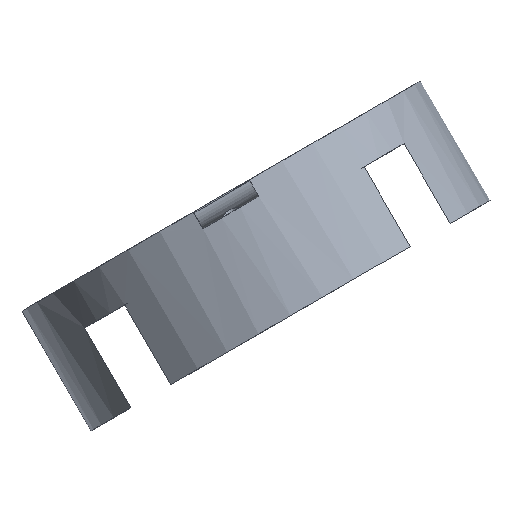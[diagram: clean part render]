
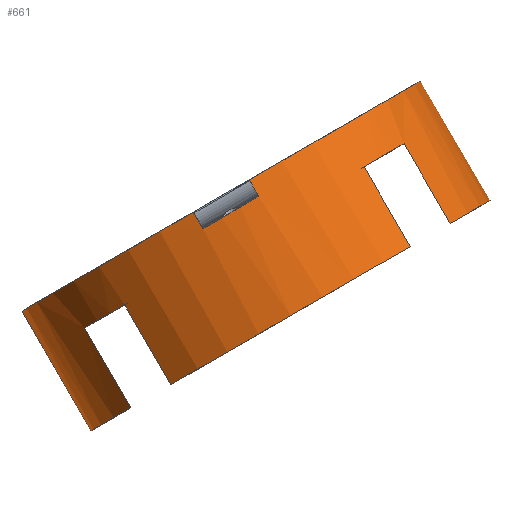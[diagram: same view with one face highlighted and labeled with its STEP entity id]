
A CAD part, front view. The second image highlights one B-rep face of the part: STEP entity #661.
In plain terms, the highlighted cylindrical face has radius 25 mm (diameter 50 mm), a full revolution.
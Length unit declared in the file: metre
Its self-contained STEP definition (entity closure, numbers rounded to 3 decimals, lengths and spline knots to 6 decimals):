
#17=CYLINDRICAL_SURFACE('',#734,0.025);
#22=CIRCLE('',#685,0.025);
#23=CIRCLE('',#688,0.025);
#25=CIRCLE('',#692,0.025);
#27=CIRCLE('',#696,0.025);
#29=CIRCLE('',#700,0.025);
#32=CIRCLE('',#705,0.025);
#33=CIRCLE('',#708,0.025);
#34=CIRCLE('',#709,0.025);
#36=CIRCLE('',#713,0.025);
#38=CIRCLE('',#717,0.025);
#48=CIRCLE('',#735,0.025);
#49=CIRCLE('',#736,0.025);
#50=CIRCLE('',#737,0.025);
#51=CIRCLE('',#738,0.025);
#167=ORIENTED_EDGE('',*,*,#301,.F.);
#168=ORIENTED_EDGE('',*,*,#333,.T.);
#169=ORIENTED_EDGE('',*,*,#258,.T.);
#170=ORIENTED_EDGE('',*,*,#263,.T.);
#171=ORIENTED_EDGE('',*,*,#264,.F.);
#172=ORIENTED_EDGE('',*,*,#269,.T.);
#173=ORIENTED_EDGE('',*,*,#270,.T.);
#174=ORIENTED_EDGE('',*,*,#275,.T.);
#175=ORIENTED_EDGE('',*,*,#276,.F.);
#176=ORIENTED_EDGE('',*,*,#279,.F.);
#177=ORIENTED_EDGE('',*,*,#284,.T.);
#178=ORIENTED_EDGE('',*,*,#285,.F.);
#179=ORIENTED_EDGE('',*,*,#289,.F.);
#180=ORIENTED_EDGE('',*,*,#255,.F.);
#181=ORIENTED_EDGE('',*,*,#254,.T.);
#182=ORIENTED_EDGE('',*,*,#252,.T.);
#183=ORIENTED_EDGE('',*,*,#288,.F.);
#184=ORIENTED_EDGE('',*,*,#292,.F.);
#185=ORIENTED_EDGE('',*,*,#296,.T.);
#186=ORIENTED_EDGE('',*,*,#298,.F.);
#187=ORIENTED_EDGE('',*,*,#334,.F.);
#188=ORIENTED_EDGE('',*,*,#332,.F.);
#189=ORIENTED_EDGE('',*,*,#335,.F.);
#190=ORIENTED_EDGE('',*,*,#327,.T.);
#191=ORIENTED_EDGE('',*,*,#336,.F.);
#192=ORIENTED_EDGE('',*,*,#322,.T.);
#193=ORIENTED_EDGE('',*,*,#337,.T.);
#194=ORIENTED_EDGE('',*,*,#320,.F.);
#252=EDGE_CURVE('',#345,#348,#413,.F.);
#254=EDGE_CURVE('',#349,#345,#22,.T.);
#255=EDGE_CURVE('',#349,#350,#415,.F.);
#258=EDGE_CURVE('',#353,#351,#23,.T.);
#263=EDGE_CURVE('',#351,#356,#421,.F.);
#264=EDGE_CURVE('',#357,#356,#25,.T.);
#269=EDGE_CURVE('',#357,#360,#425,.T.);
#270=EDGE_CURVE('',#360,#361,#27,.T.);
#275=EDGE_CURVE('',#361,#364,#429,.F.);
#276=EDGE_CURVE('',#365,#364,#29,.T.);
#279=EDGE_CURVE('',#367,#365,#431,.F.);
#284=EDGE_CURVE('',#367,#370,#32,.T.);
#285=EDGE_CURVE('',#371,#370,#435,.T.);
#288=EDGE_CURVE('',#373,#348,#33,.T.);
#289=EDGE_CURVE('',#350,#371,#34,.T.);
#292=EDGE_CURVE('',#375,#373,#439,.F.);
#296=EDGE_CURVE('',#375,#378,#36,.T.);
#298=EDGE_CURVE('',#379,#378,#443,.T.);
#301=EDGE_CURVE('',#381,#379,#38,.T.);
#320=EDGE_CURVE('',#397,#398,#455,.T.);
#322=EDGE_CURVE('',#399,#400,#457,.T.);
#327=EDGE_CURVE('',#403,#402,#461,.F.);
#332=EDGE_CURVE('',#406,#405,#465,.F.);
#333=EDGE_CURVE('',#381,#353,#466,.T.);
#334=EDGE_CURVE('',#405,#397,#48,.T.);
#335=EDGE_CURVE('',#403,#406,#49,.T.);
#336=EDGE_CURVE('',#399,#402,#50,.T.);
#337=EDGE_CURVE('',#400,#398,#51,.T.);
#345=VERTEX_POINT('',#954);
#348=VERTEX_POINT('',#959);
#349=VERTEX_POINT('',#963);
#350=VERTEX_POINT('',#967);
#351=VERTEX_POINT('',#971);
#353=VERTEX_POINT('',#974);
#356=VERTEX_POINT('',#982);
#357=VERTEX_POINT('',#986);
#360=VERTEX_POINT('',#994);
#361=VERTEX_POINT('',#998);
#364=VERTEX_POINT('',#1006);
#365=VERTEX_POINT('',#1010);
#367=VERTEX_POINT('',#1016);
#370=VERTEX_POINT('',#1024);
#371=VERTEX_POINT('',#1028);
#373=VERTEX_POINT('',#1034);
#375=VERTEX_POINT('',#1041);
#378=VERTEX_POINT('',#1048);
#379=VERTEX_POINT('',#1053);
#381=VERTEX_POINT('',#1059);
#397=VERTEX_POINT('',#1109);
#398=VERTEX_POINT('',#1111);
#399=VERTEX_POINT('',#1115);
#400=VERTEX_POINT('',#1116);
#402=VERTEX_POINT('',#1123);
#403=VERTEX_POINT('',#1125);
#405=VERTEX_POINT('',#1130);
#406=VERTEX_POINT('',#1133);
#413=LINE('',#960,#472);
#415=LINE('',#966,#474);
#421=LINE('',#983,#480);
#425=LINE('',#995,#484);
#429=LINE('',#1007,#488);
#431=LINE('',#1015,#490);
#435=LINE('',#1027,#494);
#439=LINE('',#1040,#498);
#443=LINE('',#1052,#502);
#455=LINE('',#1110,#514);
#457=LINE('',#1114,#516);
#461=LINE('',#1124,#520);
#465=LINE('',#1134,#524);
#466=LINE('',#1136,#525);
#472=VECTOR('',#759,1.);
#474=VECTOR('',#767,1.);
#480=VECTOR('',#781,1.);
#484=VECTOR('',#793,1.);
#488=VECTOR('',#805,1.);
#490=VECTOR('',#815,1.);
#494=VECTOR('',#827,1.);
#498=VECTOR('',#841,1.);
#502=VECTOR('',#853,1.);
#514=VECTOR('',#891,1.);
#516=VECTOR('',#895,1.);
#520=VECTOR('',#903,1.);
#524=VECTOR('',#911,1.);
#525=VECTOR('',#914,1.);
#553=EDGE_LOOP('',(#167,#168,#169,#170,#171,#172,#173,#174,#175,#176,#177,
#178,#179,#180,#181,#182,#183,#184,#185,#186));
#554=EDGE_LOOP('',(#187,#188,#189,#190,#191,#192,#193,#194));
#594=FACE_BOUND('',#553,.T.);
#595=FACE_BOUND('',#554,.T.);
#661=ADVANCED_FACE('',(#594,#595),#17,.T.);
#685=AXIS2_PLACEMENT_3D('',#964,#763,#764);
#688=AXIS2_PLACEMENT_3D('',#973,#772,#773);
#692=AXIS2_PLACEMENT_3D('',#985,#784,#785);
#696=AXIS2_PLACEMENT_3D('',#997,#796,#797);
#700=AXIS2_PLACEMENT_3D('',#1009,#808,#809);
#705=AXIS2_PLACEMENT_3D('',#1025,#823,#824);
#708=AXIS2_PLACEMENT_3D('',#1033,#832,#833);
#709=AXIS2_PLACEMENT_3D('',#1035,#834,#835);
#713=AXIS2_PLACEMENT_3D('',#1049,#847,#848);
#717=AXIS2_PLACEMENT_3D('',#1058,#858,#859);
#734=AXIS2_PLACEMENT_3D('',#1135,#912,#913);
#735=AXIS2_PLACEMENT_3D('',#1137,#915,#916);
#736=AXIS2_PLACEMENT_3D('',#1138,#917,#918);
#737=AXIS2_PLACEMENT_3D('',#1139,#919,#920);
#738=AXIS2_PLACEMENT_3D('',#1140,#921,#922);
#759=DIRECTION('',(0.5,0.,-0.866));
#763=DIRECTION('',(-0.5,0.,0.866));
#764=DIRECTION('',(0.866,0.,0.5));
#767=DIRECTION('',(0.5,0.,-0.866));
#772=DIRECTION('',(-0.5,0.,0.866));
#773=DIRECTION('',(0.866,0.,0.5));
#781=DIRECTION('',(0.5,0.,-0.866));
#784=DIRECTION('',(0.5,0.,-0.866));
#785=DIRECTION('',(-0.866,0.,-0.5));
#793=DIRECTION('',(0.5,0.,-0.866));
#796=DIRECTION('',(-0.5,0.,0.866));
#797=DIRECTION('',(0.866,0.,0.5));
#805=DIRECTION('',(0.5,0.,-0.866));
#808=DIRECTION('',(0.5,0.,-0.866));
#809=DIRECTION('',(-0.866,0.,-0.5));
#815=DIRECTION('',(0.5,0.,-0.866));
#823=DIRECTION('',(-0.5,0.,0.866));
#824=DIRECTION('',(0.866,0.,0.5));
#827=DIRECTION('',(0.5,0.,-0.866));
#832=DIRECTION('',(0.5,0.,-0.866));
#833=DIRECTION('',(-0.866,0.,-0.5));
#834=DIRECTION('',(0.5,0.,-0.866));
#835=DIRECTION('',(-0.866,0.,-0.5));
#841=DIRECTION('',(0.5,0.,-0.866));
#847=DIRECTION('',(-0.5,0.,0.866));
#848=DIRECTION('',(0.866,0.,0.5));
#853=DIRECTION('',(0.5,0.,-0.866));
#858=DIRECTION('',(0.5,0.,-0.866));
#859=DIRECTION('',(-0.866,0.,-0.5));
#891=DIRECTION('',(0.5,0.,-0.866));
#895=DIRECTION('',(0.5,0.,-0.866));
#903=DIRECTION('',(0.5,0.,-0.866));
#911=DIRECTION('',(0.5,0.,-0.866));
#912=DIRECTION('',(0.5,0.,-0.866));
#913=DIRECTION('',(-0.866,0.,-0.5));
#914=DIRECTION('',(0.5,0.,-0.866));
#915=DIRECTION('',(-0.5,0.,0.866));
#916=DIRECTION('',(0.866,0.,0.5));
#917=DIRECTION('',(-0.5,0.,0.866));
#918=DIRECTION('',(0.866,0.,0.5));
#919=DIRECTION('',(-0.5,0.,0.866));
#920=DIRECTION('',(0.866,0.,0.5));
#921=DIRECTION('',(0.5,0.,-0.866));
#922=DIRECTION('',(-0.866,0.,-0.5));
#954=CARTESIAN_POINT('',(0.097462,0.021888,0.0147));
#959=CARTESIAN_POINT('',(0.092462,0.021888,0.02336));
#960=CARTESIAN_POINT('',(0.039962,0.021888,0.114293));
#963=CARTESIAN_POINT('',(0.09999,0.02,0.01616));
#964=CARTESIAN_POINT('',(0.087,0.,0.00866));
#966=CARTESIAN_POINT('',(0.04249,0.02,0.115753));
#967=CARTESIAN_POINT('',(0.09499,0.02,0.024821));
#971=CARTESIAN_POINT('',(0.069679,-0.015,-0.00134));
#973=CARTESIAN_POINT('',(0.087,0.,0.00866));
#974=CARTESIAN_POINT('',(0.069679,0.015,-0.00134));
#982=CARTESIAN_POINT('',(0.064679,-0.015,0.007321));
#983=CARTESIAN_POINT('',(0.012179,-0.015,0.098253));
#985=CARTESIAN_POINT('',(0.082,0.,0.017321));
#986=CARTESIAN_POINT('',(0.06901,-0.02,0.009821));
#994=CARTESIAN_POINT('',(0.07401,-0.02,0.00116));
#995=CARTESIAN_POINT('',(0.01651,-0.02,0.100753));
#997=CARTESIAN_POINT('',(0.087,0.,0.00866));
#998=CARTESIAN_POINT('',(0.09999,-0.02,0.01616));
#1006=CARTESIAN_POINT('',(0.09499,-0.02,0.024821));
#1007=CARTESIAN_POINT('',(0.04249,-0.02,0.115753));
#1009=CARTESIAN_POINT('',(0.082,0.,0.017321));
#1010=CARTESIAN_POINT('',(0.099321,-0.015,0.027321));
#1015=CARTESIAN_POINT('',(0.046821,-0.015,0.118253));
#1016=CARTESIAN_POINT('',(0.104321,-0.015,0.01866));
#1024=CARTESIAN_POINT('',(0.104321,0.015,0.01866));
#1025=CARTESIAN_POINT('',(0.087,0.,0.00866));
#1027=CARTESIAN_POINT('',(0.046821,0.015,0.118253));
#1028=CARTESIAN_POINT('',(0.099321,0.015,0.027321));
#1033=CARTESIAN_POINT('',(0.082,0.,0.017321));
#1034=CARTESIAN_POINT('',(0.083801,0.024913,0.01836));
#1035=CARTESIAN_POINT('',(0.082,0.,0.017321));
#1040=CARTESIAN_POINT('',(0.031301,0.024913,0.109293));
#1041=CARTESIAN_POINT('',(0.088801,0.024913,0.0097));
#1048=CARTESIAN_POINT('',(0.07401,0.02,0.00116));
#1049=CARTESIAN_POINT('',(0.087,0.,0.00866));
#1052=CARTESIAN_POINT('',(0.01651,0.02,0.100753));
#1053=CARTESIAN_POINT('',(0.06901,0.02,0.009821));
#1058=CARTESIAN_POINT('',(0.082,0.,0.017321));
#1059=CARTESIAN_POINT('',(0.064679,0.015,0.007321));
#1109=CARTESIAN_POINT('',(0.076469,-0.024754,0.019901));
#1110=CARTESIAN_POINT('',(0.026469,-0.024754,0.106503));
#1111=CARTESIAN_POINT('',(0.077507,-0.024754,0.018103));
#1114=CARTESIAN_POINT('',(0.032531,-0.024754,0.110003));
#1115=CARTESIAN_POINT('',(0.082531,-0.024754,0.023401));
#1116=CARTESIAN_POINT('',(0.083569,-0.024754,0.021603));
#1123=CARTESIAN_POINT('',(0.082531,0.024754,0.023401));
#1124=CARTESIAN_POINT('',(0.032531,0.024754,0.110003));
#1125=CARTESIAN_POINT('',(0.083569,0.024754,0.021603));
#1130=CARTESIAN_POINT('',(0.076469,0.024754,0.019901));
#1133=CARTESIAN_POINT('',(0.077507,0.024754,0.018103));
#1134=CARTESIAN_POINT('',(0.026469,0.024754,0.106503));
#1135=CARTESIAN_POINT('',(0.0295,0.,0.108253));
#1136=CARTESIAN_POINT('',(0.012179,0.015,0.098253));
#1137=CARTESIAN_POINT('',(0.0795,0.,0.021651));
#1138=CARTESIAN_POINT('',(0.080538,0.,0.019853));
#1139=CARTESIAN_POINT('',(0.0795,0.,0.021651));
#1140=CARTESIAN_POINT('',(0.080538,0.,0.019853));
